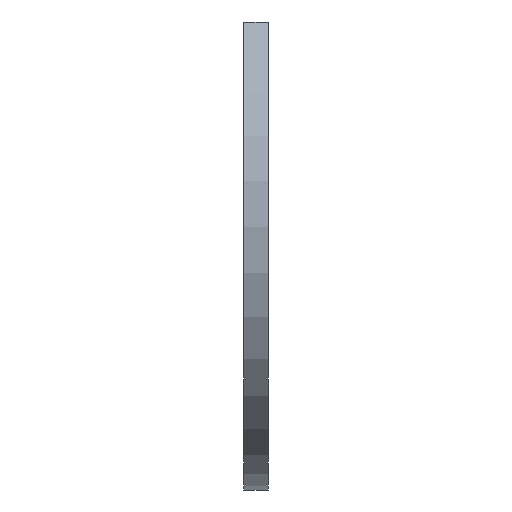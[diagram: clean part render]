
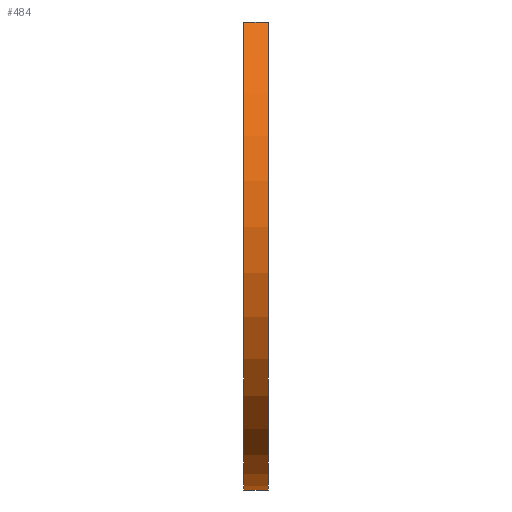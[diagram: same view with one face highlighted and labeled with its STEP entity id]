
A CAD part, front view. The second image highlights one B-rep face of the part: STEP entity #484.
In plain terms, the highlighted cylindrical face has radius 6.55 mm (diameter 13.1 mm), a partial arc.
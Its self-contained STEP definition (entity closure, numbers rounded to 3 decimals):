
#6 = DIRECTION ( 'NONE',  ( -1., 0., 0. ) ) ;
#33 = AXIS2_PLACEMENT_3D ( 'NONE', #674, #6, #315 ) ;
#79 = CARTESIAN_POINT ( 'NONE',  ( 0.3, 4.332, 4.913 ) ) ;
#83 = CARTESIAN_POINT ( 'NONE',  ( 0.3, -4.332, 4.913 ) ) ;
#89 = CARTESIAN_POINT ( 'NONE',  ( 0.3, 0., 0. ) ) ;
#93 = ORIENTED_EDGE ( 'NONE', *, *, #169, .F. ) ;
#110 = EDGE_CURVE ( 'NONE', #285, #775, #381, .T. ) ;
#169 = EDGE_CURVE ( 'NONE', #269, #285, #580, .T. ) ;
#187 = EDGE_CURVE ( 'NONE', #269, #322, #342, .T. ) ;
#188 = EDGE_LOOP ( 'NONE', ( #393, #336, #93, #414 ) ) ;
#218 = FACE_OUTER_BOUND ( 'NONE', #188, .T. ) ;
#220 = CARTESIAN_POINT ( 'NONE',  ( 0.3, 4.332, 4.913 ) ) ;
#252 = CARTESIAN_POINT ( 'NONE',  ( -0.3, 4.332, 4.913 ) ) ;
#269 = VERTEX_POINT ( 'NONE', #693 ) ;
#272 = DIRECTION ( 'NONE',  ( 1., 0., 0. ) ) ;
#285 = VERTEX_POINT ( 'NONE', #220 ) ;
#315 = DIRECTION ( 'NONE',  ( 0., 0., 1. ) ) ;
#322 = VERTEX_POINT ( 'NONE', #665 ) ;
#335 = DIRECTION ( 'NONE',  ( -1., 0., 0. ) ) ;
#336 = ORIENTED_EDGE ( 'NONE', *, *, #110, .F. ) ;
#342 = LINE ( 'NONE', #83, #477 ) ;
#381 = LINE ( 'NONE', #79, #457 ) ;
#393 = ORIENTED_EDGE ( 'NONE', *, *, #777, .T. ) ;
#414 = ORIENTED_EDGE ( 'NONE', *, *, #187, .T. ) ;
#457 = VECTOR ( 'NONE', #749, 1000. ) ;
#477 = VECTOR ( 'NONE', #335, 1000. ) ;
#484 = ADVANCED_FACE ( 'NONE', ( #218 ), #562, .T. ) ;
#545 = DIRECTION ( 'NONE',  ( 0., 0., -1. ) ) ;
#553 = AXIS2_PLACEMENT_3D ( 'NONE', #666, #724, #545 ) ;
#559 = AXIS2_PLACEMENT_3D ( 'NONE', #89, #272, #630 ) ;
#562 = CYLINDRICAL_SURFACE ( 'NONE', #33, 6.55 ) ;
#580 = CIRCLE ( 'NONE', #559, 6.55 ) ;
#630 = DIRECTION ( 'NONE',  ( 0., 0., -1. ) ) ;
#665 = CARTESIAN_POINT ( 'NONE',  ( -0.3, -4.332, 4.913 ) ) ;
#666 = CARTESIAN_POINT ( 'NONE',  ( -0.3, 0., 0. ) ) ;
#674 = CARTESIAN_POINT ( 'NONE',  ( 0.3, 0., 0. ) ) ;
#693 = CARTESIAN_POINT ( 'NONE',  ( 0.3, -4.332, 4.913 ) ) ;
#724 = DIRECTION ( 'NONE',  ( 1., 0., 0. ) ) ;
#749 = DIRECTION ( 'NONE',  ( -1., 0., 0. ) ) ;
#761 = CIRCLE ( 'NONE', #553, 6.55 ) ;
#775 = VERTEX_POINT ( 'NONE', #252 ) ;
#777 = EDGE_CURVE ( 'NONE', #322, #775, #761, .T. ) ;
